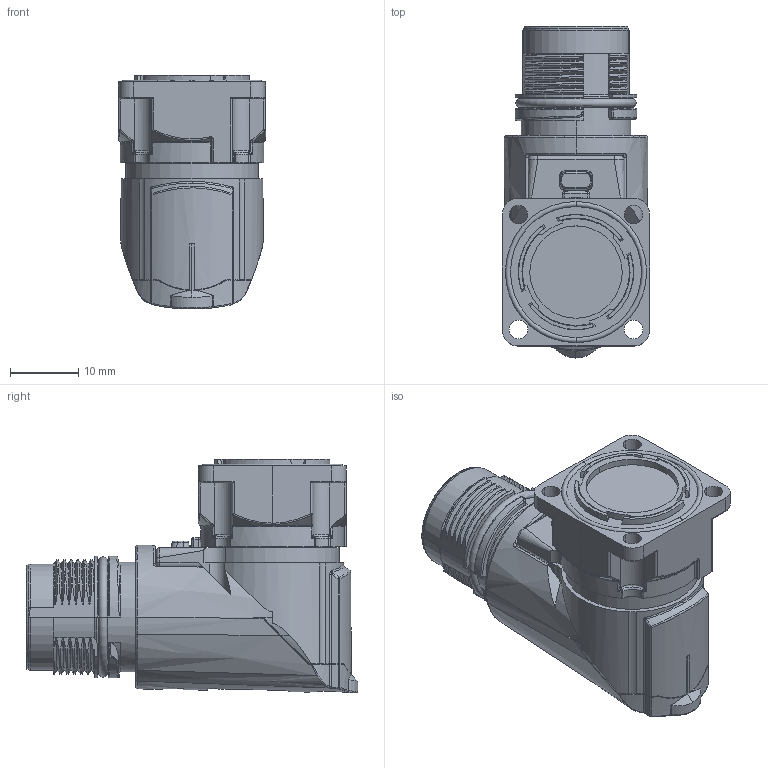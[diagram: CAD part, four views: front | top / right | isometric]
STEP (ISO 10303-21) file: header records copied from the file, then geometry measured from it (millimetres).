
FILE_DESCRIPTION((''),'2;1');
FILE_NAME('3D_1650043101003-M17-MC04-BKP21','2024-01-18T',('lian.chen'),(''),'PRO/ENGINEER BY PARAMETRIC TECHNOLOGY CORPORATION, 2012480','PRO/ENGINEER BY PARAMETRIC TECHNOLOGY CORPORATION, 2012480','');
FILE_SCHEMA(('CONFIG_CONTROL_DESIGN'));
Length unit declared in the file: millimetre
Products named in the file (1): 3D_1650043101003-M17-MC04-BKP21
Bounding box: 21.6 x 48.5 x 34.2 mm (x, y, z)
Volume: 17673.3 mm3; surface area: 7790.2 mm2
Topology: 1 solids, 2 shells, 979 faces, 2702 edges, 1710 vertices
Faces by surface type: cylinder 324, plane 263, bspline 211, torus 89, cone 41, sphere 33, extrusion 18
Entity records: 41626 total; most frequent: CARTESIAN_POINT 18909, ORIENTED_EDGE 5326, DIRECTION 3964, EDGE_CURVE 2663, VERTEX_POINT 1710, AXIS2_PLACEMENT_3D 1521, EDGE_LOOP 1029, B_SPLINE_CURVE_WITH_KNOTS 1006
